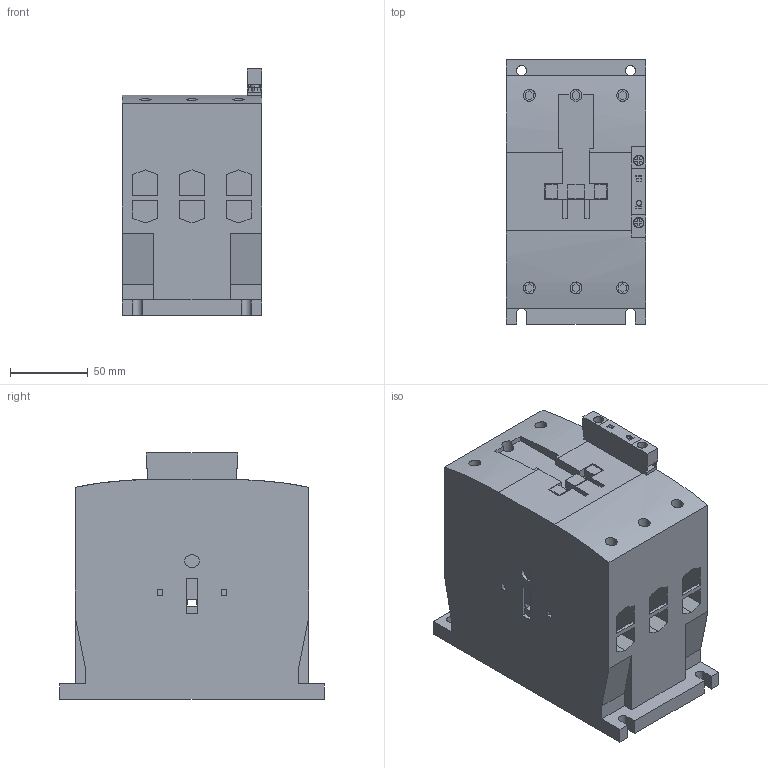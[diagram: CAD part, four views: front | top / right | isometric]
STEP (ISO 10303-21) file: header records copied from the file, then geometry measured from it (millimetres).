
FILE_DESCRIPTION( ( '' ), '1' );
FILE_NAME( 'dil_m80_170.stp', '2010-03-05T08:01:57', ( '' ), ( '' ), ' ', ' ', ' ' );
FILE_SCHEMA( ( 'CONFIG_CONTROL_DESIGN' ) );
Length unit declared in the file: millimetre
Products named in the file (1): 1
Bounding box: 90 x 170 x 158.8 mm (x, y, z)
Volume: 1810883.2 mm3; surface area: 126420.5 mm2
Topology: 1 solids, 1 shells, 327 faces, 874 edges, 585 vertices
Faces by surface type: plane 279, cylinder 40, cone 8
Entity records: 10620 total; most frequent: CARTESIAN_POINT 2290, ORIENTED_EDGE 1748, DIRECTION 1597, EDGE_CURVE 874, LINE 763, VECTOR 763, VERTEX_POINT 585, AXIS2_PLACEMENT_3D 417
